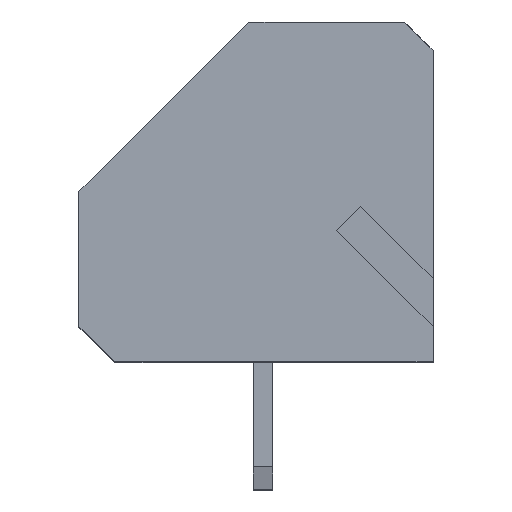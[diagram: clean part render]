
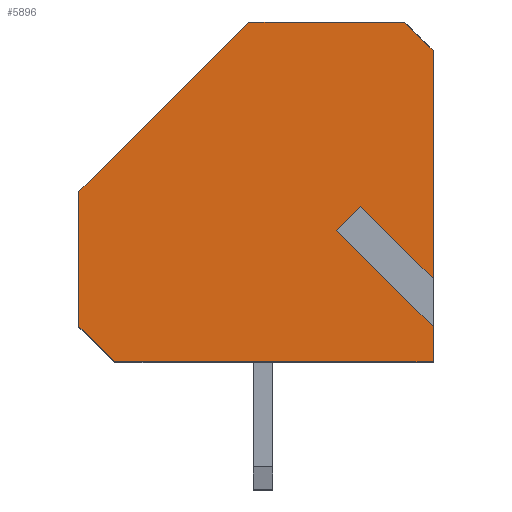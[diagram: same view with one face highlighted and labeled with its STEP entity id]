
A CAD part, top view. The second image highlights one B-rep face of the part: STEP entity #5896.
In plain terms, the highlighted planar face has unit normal (0, 0, 1).
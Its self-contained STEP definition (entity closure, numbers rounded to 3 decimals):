
#1046=ORIENTED_EDGE('',*,*,#1739,.T.);
#1047=ORIENTED_EDGE('',*,*,#1812,.T.);
#1048=ORIENTED_EDGE('',*,*,#1816,.T.);
#1049=ORIENTED_EDGE('',*,*,#1843,.F.);
#1050=ORIENTED_EDGE('',*,*,#1835,.F.);
#1051=ORIENTED_EDGE('',*,*,#1842,.F.);
#1052=ORIENTED_EDGE('',*,*,#1801,.F.);
#1053=ORIENTED_EDGE('',*,*,#1736,.F.);
#1054=ORIENTED_EDGE('',*,*,#1806,.T.);
#1055=ORIENTED_EDGE('',*,*,#1817,.T.);
#1056=ORIENTED_EDGE('',*,*,#1807,.T.);
#1736=EDGE_CURVE('',#2251,#2249,#2751,.T.);
#1739=EDGE_CURVE('',#2255,#2254,#2754,.T.);
#1801=EDGE_CURVE('',#2249,#2292,#2814,.T.);
#1806=EDGE_CURVE('',#2251,#2295,#2819,.T.);
#1807=EDGE_CURVE('',#2296,#2255,#2820,.T.);
#1812=EDGE_CURVE('',#2254,#2299,#2825,.T.);
#1816=EDGE_CURVE('',#2299,#2301,#2829,.T.);
#1817=EDGE_CURVE('',#2295,#2296,#2830,.T.);
#1835=EDGE_CURVE('',#2310,#2311,#2843,.T.);
#1842=EDGE_CURVE('',#2292,#2310,#2849,.T.);
#1843=EDGE_CURVE('',#2311,#2301,#2850,.T.);
#2249=VERTEX_POINT('',#8113);
#2251=VERTEX_POINT('',#8117);
#2254=VERTEX_POINT('',#8124);
#2255=VERTEX_POINT('',#8126);
#2292=VERTEX_POINT('',#8248);
#2295=VERTEX_POINT('',#8256);
#2296=VERTEX_POINT('',#8260);
#2299=VERTEX_POINT('',#8270);
#2301=VERTEX_POINT('',#8276);
#2310=VERTEX_POINT('',#8312);
#2311=VERTEX_POINT('',#8314);
#2751=LINE('',#8118,#3329);
#2754=LINE('',#8125,#3332);
#2814=LINE('',#8247,#3392);
#2819=LINE('',#8257,#3397);
#2820=LINE('',#8259,#3398);
#2825=LINE('',#8269,#3403);
#2829=LINE('',#8277,#3407);
#2830=LINE('',#8278,#3408);
#2843=LINE('',#8313,#3421);
#2849=LINE('',#8326,#3427);
#2850=LINE('',#8328,#3428);
#3329=VECTOR('',#6889,1000.);
#3332=VECTOR('',#6894,1000.);
#3392=VECTOR('',#7004,1000.);
#3397=VECTOR('',#7011,1000.);
#3398=VECTOR('',#7014,1000.);
#3403=VECTOR('',#7023,1000.);
#3407=VECTOR('',#7029,1000.);
#3408=VECTOR('',#7030,1000.);
#3421=VECTOR('',#7069,1000.);
#3427=VECTOR('',#7085,1000.);
#3428=VECTOR('',#7088,1000.);
#3732=EDGE_LOOP('',(#1046,#1047,#1048,#1049,#1050,#1051,#1052,#1053,#1054,
#1055,#1056));
#3954=FACE_BOUND('',#3732,.T.);
#4158=PLANE('',#6170);
#5896=ADVANCED_FACE('',(#3954),#4158,.T.);
#6170=AXIS2_PLACEMENT_3D('',#8329,#7089,#7090);
#6889=DIRECTION('',(-0.707,0.707,0.));
#6894=DIRECTION('',(0.707,0.707,0.));
#7004=DIRECTION('',(0.,1.,0.));
#7011=DIRECTION('',(1.,0.,0.));
#7014=DIRECTION('',(-0.707,0.707,0.));
#7023=DIRECTION('',(0.707,-0.707,0.));
#7029=DIRECTION('',(0.,1.,0.));
#7030=DIRECTION('',(0.,1.,0.));
#7069=DIRECTION('',(1.,0.,0.));
#7085=DIRECTION('',(0.707,0.707,0.));
#7088=DIRECTION('',(0.707,-0.707,0.));
#7089=DIRECTION('',(0.,0.,1.));
#7090=DIRECTION('',(0.707,0.707,0.));
#8113=CARTESIAN_POINT('',(-12.5,1.25,2.5));
#8117=CARTESIAN_POINT('',(-11.25,0.,2.5));
#8118=CARTESIAN_POINT('',(-11.25,0.,2.5));
#8124=CARTESIAN_POINT('',(-2.796,5.245,2.5));
#8125=CARTESIAN_POINT('',(-5.621,2.419,2.5));
#8126=CARTESIAN_POINT('',(-3.154,4.886,2.5));
#8247=CARTESIAN_POINT('',(-12.5,0.,2.5));
#8248=CARTESIAN_POINT('',(-12.5,6.,2.5));
#8256=CARTESIAN_POINT('',(0.,0.,2.5));
#8257=CARTESIAN_POINT('',(-12.5,0.,2.5));
#8259=CARTESIAN_POINT('',(1.732,0.,2.5));
#8260=CARTESIAN_POINT('',(0.,1.732,2.5));
#8269=CARTESIAN_POINT('',(2.449,0.,2.5));
#8270=CARTESIAN_POINT('',(0.,2.449,2.5));
#8276=CARTESIAN_POINT('',(0.,11.,2.5));
#8277=CARTESIAN_POINT('',(0.,0.,2.5));
#8278=CARTESIAN_POINT('',(0.,0.,2.5));
#8312=CARTESIAN_POINT('',(-6.5,12.,2.5));
#8313=CARTESIAN_POINT('',(-12.5,12.,2.5));
#8314=CARTESIAN_POINT('',(-1.,12.,2.5));
#8326=CARTESIAN_POINT('',(-12.5,6.,2.5));
#8328=CARTESIAN_POINT('',(11.,0.,2.5));
#8329=CARTESIAN_POINT('',(-7.154,2.962,2.5));
